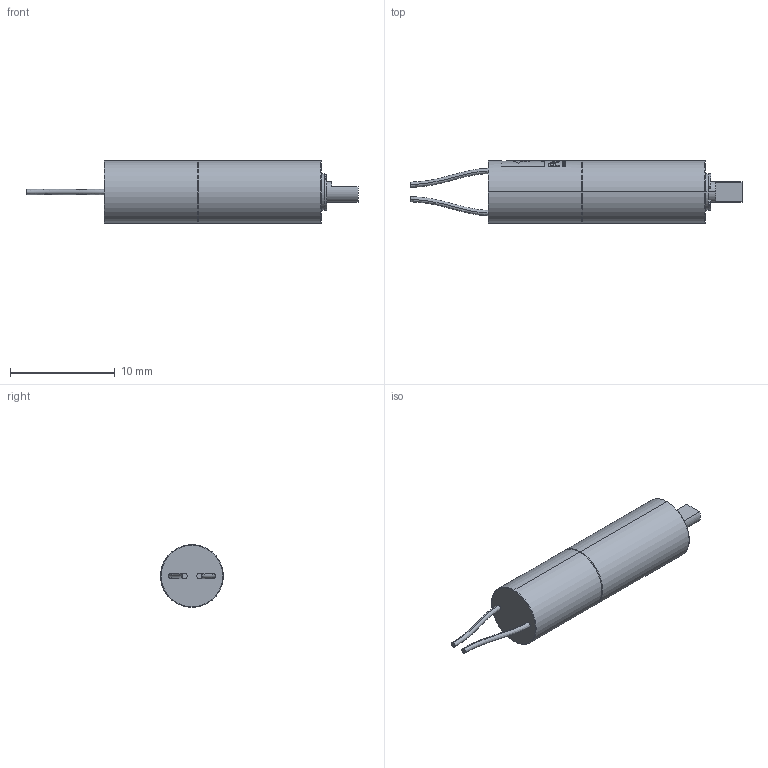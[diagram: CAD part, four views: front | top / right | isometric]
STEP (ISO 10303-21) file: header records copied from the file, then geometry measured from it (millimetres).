
FILE_DESCRIPTION (( 'STEP AP214' ), '1' );
FILE_NAME ('sub-micro-plastic-planetary-gearmotor-700.step', '2016-03-16T20:17:49', ( '' ), ( '' ), 'SwSTEP 2.0', 'SolidWorks 2015', '' );
FILE_SCHEMA (( 'AUTOMOTIVE_DESIGN' ));
Length unit declared in the file: millimetre
Products named in the file (3): 2mm_Eclip_98543A070; sub-micro_gearmotor-with-watermark_700; sub-micro-plastic-planetary-gearmotor-700
Assembly tree (2 placements, depth 2):
  sub-micro-plastic-planetary-gearmotor-700
    sub-micro_gearmotor-with-watermark_700
    2mm_Eclip_98543A070
Bounding box: 31.77 x 6 x 6 mm (x, y, z)
Volume: 602.8 mm3; surface area: 513.5 mm2
Topology: 2 solids, 2 shells, 305 faces, 797 edges, 528 vertices
Faces by surface type: bspline 126, plane 121, cylinder 50, torus 8
Entity records: 12884 total; most frequent: CARTESIAN_POINT 5960, ORIENTED_EDGE 1594, DIRECTION 928, EDGE_CURVE 797, VERTEX_POINT 528, B_SPLINE_CURVE_WITH_KNOTS 413, AXIS2_PLACEMENT_3D 360, EDGE_LOOP 337
